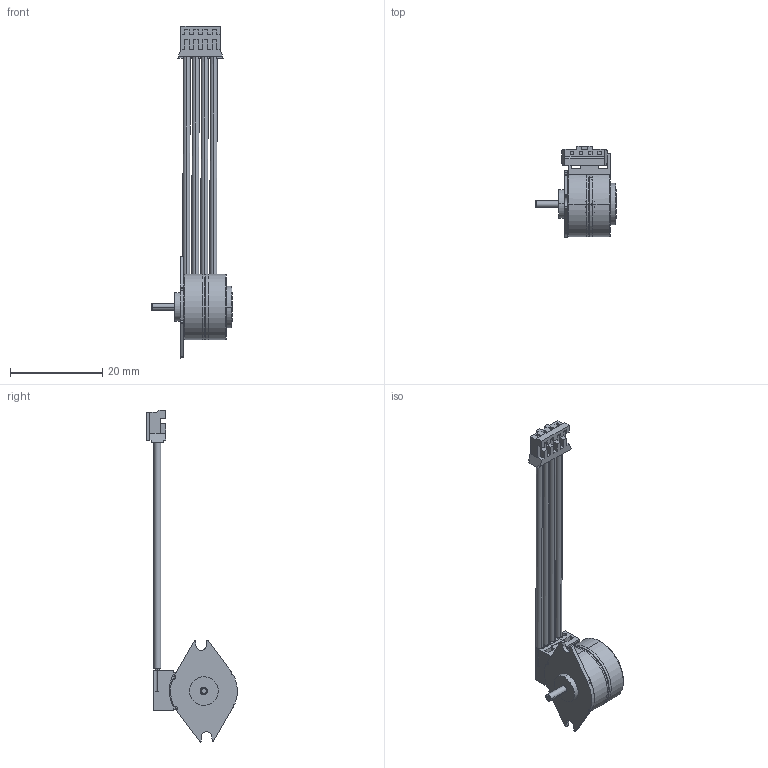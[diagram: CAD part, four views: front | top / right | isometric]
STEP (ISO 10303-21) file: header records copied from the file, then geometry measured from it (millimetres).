
FILE_DESCRIPTION((''),'2;1');
FILE_NAME('15PM020S0-01002_ASM','2022-11-10T08:47:16',('MS11507'),(''),'CREO PARAMETRIC BY PTC INC, 2018100','CREO PARAMETRIC BY PTC INC, 2018100','');
FILE_SCHEMA(('CONFIG_CONTROL_DESIGN'));
Length unit declared in the file: millimetre
Products named in the file (26): 4613105000288; 3698153000612; PIN; 4631101000063; 4613103101006_ASM; 4613105000287; 4613105000311_ASM; 4613103101007_ASM; 3632306500051; 4613106000380_ASM; 4331101100143; 4613107600123_ASM; 46131090006800001; 461310900068000; 4332101104839; 4613109000680_ASM; 4294440100068; 4613107200983_ASM; 4613140000411; 0001; 4613140000412_ASM; 3698154000287; 4713101002558; 4634140207175; 4713120010603_ASM; 15PM020S0-01002_ASM
Assembly tree (32 placements, depth 6):
  15PM020S0-01002_ASM
    4613107600123_ASM
      4613106000380_ASM
        4613103101007_ASM
          4613105000288  x2
          4613103101006_ASM  x2
            3698153000612
            PIN
            4631101000063
          4613105000311_ASM
            4613105000287  x2
        3632306500051
      4331101100143
    4613107200983_ASM
      4613109000680_ASM
        46131090006800001
        461310900068000  x2
        4332101104839
      4294440100068  x2
    4613140000412_ASM
      4613140000411
      0001
      4331101100143
    4713120010603_ASM
      3698154000287
      4713101002558
      4634140207175
Bounding box: 17.5 x 19.64 x 71.9 mm (x, y, z)
Volume: 2113 mm3; surface area: 7693.9 mm2
Topology: 26 solids, 28 shells, 1395 faces, 3646 edges, 2320 vertices
Faces by surface type: plane 768, cylinder 491, bspline 110, torus 26
Entity records: 35011 total; most frequent: CARTESIAN_POINT 8228, ORIENTED_EDGE 5582, DIRECTION 5438, EDGE_CURVE 2791, AXIS2_PLACEMENT_3D 1905, VERTEX_POINT 1787, VECTOR 1628, LINE 1628
